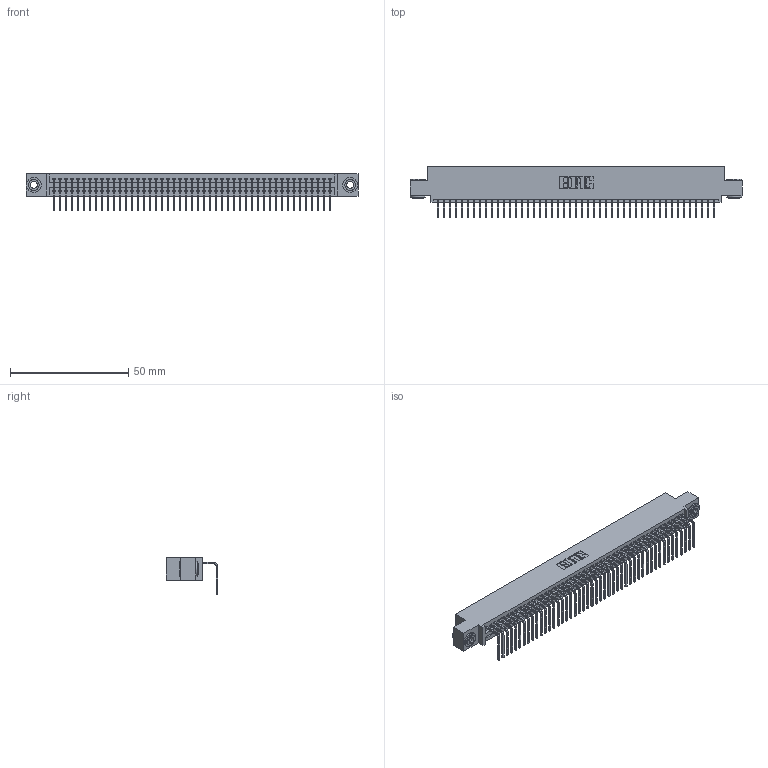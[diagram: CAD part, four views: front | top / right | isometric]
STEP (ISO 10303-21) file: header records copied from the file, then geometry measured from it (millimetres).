
FILE_DESCRIPTION (( 'STEP AP203' ), '1' );
FILE_NAME ('345-047-558-403.STEP', '2018-09-11T07:33:29', ( '' ), ( '' ), 'SwSTEP 2.0', 'SolidWorks 2016', '' );
FILE_SCHEMA (( 'CONFIG_CONTROL_DESIGN' ));
Length unit declared in the file: inch
Products named in the file (4): 345 Part_0.110 Offset - 0.156 Dia-TH; 345-292-001_558 Tail - 2; 345-250-002_345-250-002-102; 345-047-558-403
Assembly tree (50 placements, depth 2):
  345-047-558-403
    345 Part_0.110 Offset - 0.156 Dia-TH
    345-292-001_558 Tail - 2  x47
    345-250-002_345-250-002-102  x2
Bounding box: 140.59 x 21.83 x 15.37 mm (x, y, z)
Volume: 13496.9 mm3; surface area: 19220.6 mm2
Topology: 50 solids, 50 shells, 2988 faces, 8983 edges, 5922 vertices
Faces by surface type: plane 2068, cylinder 912, cone 8
Entity records: 35566 total; most frequent: CARTESIAN_POINT 6140, ORIENTED_EDGE 6114, DIRECTION 5385, EDGE_CURVE 3057, LINE 2713, VECTOR 2713, VERTEX_POINT 2034, AXIS2_PLACEMENT_3D 1336
